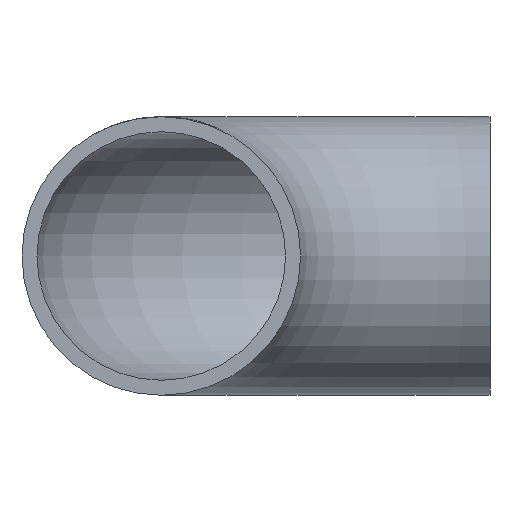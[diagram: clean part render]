
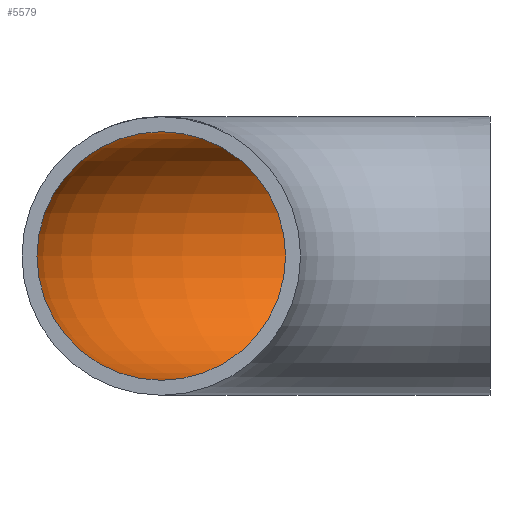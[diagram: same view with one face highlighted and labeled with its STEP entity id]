
A CAD part, front view. The second image highlights one B-rep face of the part: STEP entity #5579.
In plain terms, the highlighted toroidal (fillet/blend) face has major radius 57 mm and minor radius 21.55 mm.
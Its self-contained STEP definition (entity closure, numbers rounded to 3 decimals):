
#265 = AXIS2_PLACEMENT_3D ( 'NONE', #594, #5774, #6666 ) ;
#594 = CARTESIAN_POINT ( 'NONE',  ( 0., 57., 0. ) ) ;
#1324 = EDGE_LOOP ( 'NONE', ( #7530 ) ) ;
#1558 = FACE_OUTER_BOUND ( 'NONE', #5988, .T. ) ;
#1998 = DIRECTION ( 'NONE',  ( 0., 0., -1. ) ) ;
#2377 = ORIENTED_EDGE ( 'NONE', *, *, #3012, .T. ) ;
#3012 = EDGE_CURVE ( 'NONE', #6400, #6400, #9175, .T. ) ;
#4085 = DIRECTION ( 'NONE',  ( 0., 0., 1. ) ) ;
#5524 = CARTESIAN_POINT ( 'NONE',  ( -57., 0., 21.55 ) ) ;
#5541 = AXIS2_PLACEMENT_3D ( 'NONE', #5561, #8608, #4085 ) ;
#5561 = CARTESIAN_POINT ( 'NONE',  ( -57., 0., 0. ) ) ;
#5579 = ADVANCED_FACE ( 'NONE', ( #1558, #7028 ), #6920, .F. ) ;
#5774 = DIRECTION ( 'NONE',  ( 1., 0., 0. ) ) ;
#5988 = EDGE_LOOP ( 'NONE', ( #2377 ) ) ;
#6400 = VERTEX_POINT ( 'NONE', #7002 ) ;
#6509 = CIRCLE ( 'NONE', #5541, 21.55 ) ;
#6666 = DIRECTION ( 'NONE',  ( 0., 1., 0. ) ) ;
#6920 = TOROIDAL_SURFACE ( 'NONE', #8110, 57., 21.55 ) ;
#7002 = CARTESIAN_POINT ( 'NONE',  ( 0., 78.55, 0. ) ) ;
#7028 = FACE_OUTER_BOUND ( 'NONE', #1324, .T. ) ;
#7050 = CARTESIAN_POINT ( 'NONE',  ( 0., 0., 0. ) ) ;
#7530 = ORIENTED_EDGE ( 'NONE', *, *, #8631, .F. ) ;
#7939 = VERTEX_POINT ( 'NONE', #5524 ) ;
#8110 = AXIS2_PLACEMENT_3D ( 'NONE', #7050, #1998, #8784 ) ;
#8608 = DIRECTION ( 'NONE',  ( 0., 1., 0. ) ) ;
#8631 = EDGE_CURVE ( 'NONE', #7939, #7939, #6509, .T. ) ;
#8784 = DIRECTION ( 'NONE',  ( -1., 0., 0. ) ) ;
#9175 = CIRCLE ( 'NONE', #265, 21.55 ) ;
